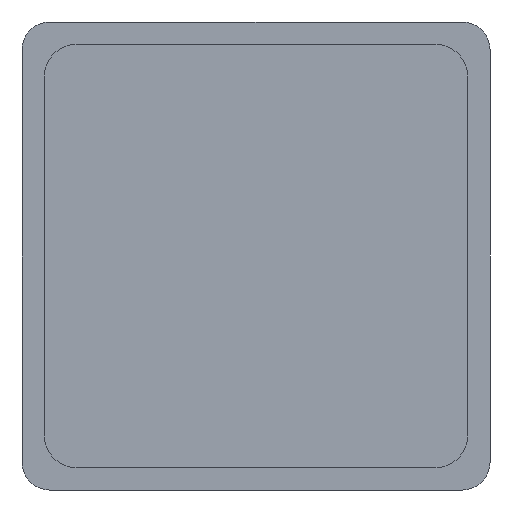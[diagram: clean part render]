
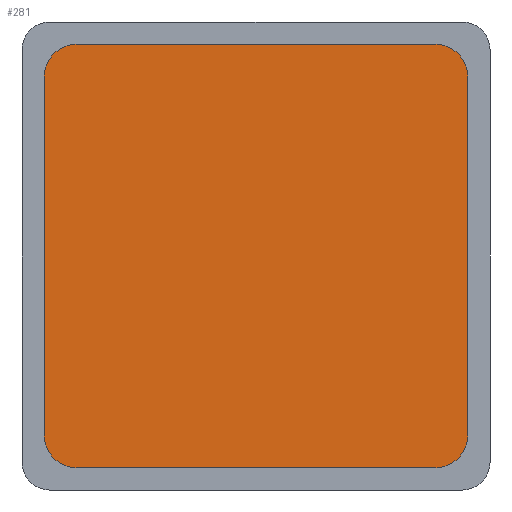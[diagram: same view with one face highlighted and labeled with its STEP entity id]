
A CAD part, front view. The second image highlights one B-rep face of the part: STEP entity #281.
In plain terms, the highlighted planar face has unit normal (0, -1, 0).
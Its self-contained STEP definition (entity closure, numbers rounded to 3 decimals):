
#22 = EDGE_CURVE ( 'NONE', #881, #63, #449, .T. ) ;
#45 = CARTESIAN_POINT ( 'NONE',  ( -9.7, -13.3, 9.7 ) ) ;
#56 = EDGE_LOOP ( 'NONE', ( #657, #1017, #198, #579, #309, #1175, #489, #430 ) ) ;
#63 = VERTEX_POINT ( 'NONE', #99 ) ;
#67 = CARTESIAN_POINT ( 'NONE',  ( -11.5, -13.3, -9.7 ) ) ;
#71 = VECTOR ( 'NONE', #364, 1000. ) ;
#88 = DIRECTION ( 'NONE',  ( 0., 0., 1. ) ) ;
#96 = AXIS2_PLACEMENT_3D ( 'NONE', #158, #1079, #704 ) ;
#99 = CARTESIAN_POINT ( 'NONE',  ( 11.5, -13.3, 9.7 ) ) ;
#118 = DIRECTION ( 'NONE',  ( 0., -1., 0. ) ) ;
#125 = EDGE_CURVE ( 'NONE', #589, #540, #390, .T. ) ;
#158 = CARTESIAN_POINT ( 'NONE',  ( -9.7, -13.3, -9.7 ) ) ;
#172 = CIRCLE ( 'NONE', #96, 1.8 ) ;
#197 = EDGE_CURVE ( 'NONE', #831, #1078, #253, .T. ) ;
#198 = ORIENTED_EDGE ( 'NONE', *, *, #718, .T. ) ;
#253 = LINE ( 'NONE', #988, #648 ) ;
#281 = ADVANCED_FACE ( 'NONE', ( #621 ), #537, .F. ) ;
#284 = CARTESIAN_POINT ( 'NONE',  ( -11.5, -13.3, 9.7 ) ) ;
#287 = LINE ( 'NONE', #447, #1188 ) ;
#309 = ORIENTED_EDGE ( 'NONE', *, *, #697, .T. ) ;
#314 = CARTESIAN_POINT ( 'NONE',  ( -9.7, -13.3, 11.5 ) ) ;
#364 = DIRECTION ( 'NONE',  ( 0., 0., 1. ) ) ;
#390 = CIRCLE ( 'NONE', #557, 1.8 ) ;
#427 = DIRECTION ( 'NONE',  ( 0., 0., -1. ) ) ;
#430 = ORIENTED_EDGE ( 'NONE', *, *, #1040, .T. ) ;
#442 = DIRECTION ( 'NONE',  ( -1., 0., 0. ) ) ;
#447 = CARTESIAN_POINT ( 'NONE',  ( -9.7, -13.3, 11.5 ) ) ;
#449 = LINE ( 'NONE', #1189, #71 ) ;
#471 = AXIS2_PLACEMENT_3D ( 'NONE', #507, #608, #88 ) ;
#489 = ORIENTED_EDGE ( 'NONE', *, *, #1016, .T. ) ;
#507 = CARTESIAN_POINT ( 'NONE',  ( 9.7, -13.3, -9.7 ) ) ;
#537 = PLANE ( 'NONE',  #1066 ) ;
#540 = VERTEX_POINT ( 'NONE', #284 ) ;
#549 = CIRCLE ( 'NONE', #1129, 1.8 ) ;
#555 = DIRECTION ( 'NONE',  ( 0., 1., 0. ) ) ;
#557 = AXIS2_PLACEMENT_3D ( 'NONE', #45, #118, #1150 ) ;
#579 = ORIENTED_EDGE ( 'NONE', *, *, #197, .T. ) ;
#589 = VERTEX_POINT ( 'NONE', #314 ) ;
#600 = VERTEX_POINT ( 'NONE', #775 ) ;
#608 = DIRECTION ( 'NONE',  ( 0., -1., 0. ) ) ;
#610 = CARTESIAN_POINT ( 'NONE',  ( -11.5, -13.3, 9.7 ) ) ;
#621 = FACE_OUTER_BOUND ( 'NONE', #56, .T. ) ;
#648 = VECTOR ( 'NONE', #1168, 1000. ) ;
#653 = VECTOR ( 'NONE', #427, 1000. ) ;
#657 = ORIENTED_EDGE ( 'NONE', *, *, #125, .T. ) ;
#697 = EDGE_CURVE ( 'NONE', #1078, #881, #808, .T. ) ;
#704 = DIRECTION ( 'NONE',  ( 0., 0., 1. ) ) ;
#718 = EDGE_CURVE ( 'NONE', #1120, #831, #172, .T. ) ;
#721 = CARTESIAN_POINT ( 'NONE',  ( -9.7, -13.3, -11.5 ) ) ;
#739 = CARTESIAN_POINT ( 'NONE',  ( -9.7, -13.3, 9.7 ) ) ;
#775 = CARTESIAN_POINT ( 'NONE',  ( 9.7, -13.3, 11.5 ) ) ;
#793 = CARTESIAN_POINT ( 'NONE',  ( 9.7, -13.3, 9.7 ) ) ;
#808 = CIRCLE ( 'NONE', #471, 1.8 ) ;
#831 = VERTEX_POINT ( 'NONE', #721 ) ;
#832 = DIRECTION ( 'NONE',  ( 0., 0., 1. ) ) ;
#881 = VERTEX_POINT ( 'NONE', #939 ) ;
#900 = CARTESIAN_POINT ( 'NONE',  ( 9.7, -13.3, -11.5 ) ) ;
#939 = CARTESIAN_POINT ( 'NONE',  ( 11.5, -13.3, -9.7 ) ) ;
#988 = CARTESIAN_POINT ( 'NONE',  ( -9.7, -13.3, -11.5 ) ) ;
#1016 = EDGE_CURVE ( 'NONE', #63, #600, #549, .T. ) ;
#1017 = ORIENTED_EDGE ( 'NONE', *, *, #1119, .T. ) ;
#1040 = EDGE_CURVE ( 'NONE', #600, #589, #287, .T. ) ;
#1066 = AXIS2_PLACEMENT_3D ( 'NONE', #739, #555, #832 ) ;
#1078 = VERTEX_POINT ( 'NONE', #900 ) ;
#1079 = DIRECTION ( 'NONE',  ( 0., -1., 0. ) ) ;
#1109 = LINE ( 'NONE', #610, #653 ) ;
#1119 = EDGE_CURVE ( 'NONE', #540, #1120, #1109, .T. ) ;
#1120 = VERTEX_POINT ( 'NONE', #67 ) ;
#1129 = AXIS2_PLACEMENT_3D ( 'NONE', #793, #1157, #1176 ) ;
#1150 = DIRECTION ( 'NONE',  ( 0., 0., 1. ) ) ;
#1157 = DIRECTION ( 'NONE',  ( 0., -1., 0. ) ) ;
#1168 = DIRECTION ( 'NONE',  ( 1., 0., 0. ) ) ;
#1175 = ORIENTED_EDGE ( 'NONE', *, *, #22, .T. ) ;
#1176 = DIRECTION ( 'NONE',  ( 0., 0., 1. ) ) ;
#1188 = VECTOR ( 'NONE', #442, 1000. ) ;
#1189 = CARTESIAN_POINT ( 'NONE',  ( 11.5, -13.3, 9.7 ) ) ;
